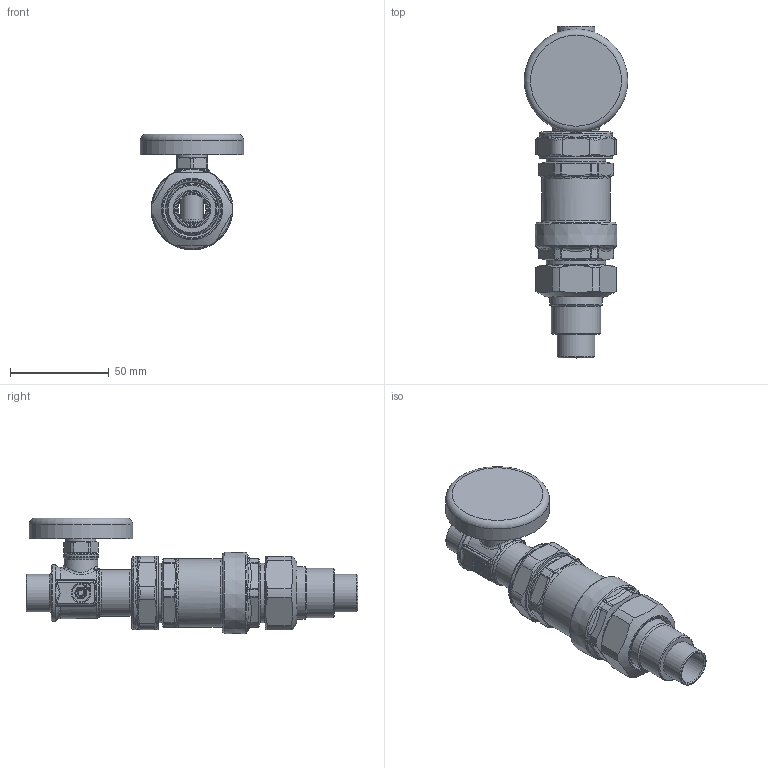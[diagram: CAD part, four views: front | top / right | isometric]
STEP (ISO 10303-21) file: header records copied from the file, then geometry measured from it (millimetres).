
FILE_DESCRIPTION(/* description */ (''),/* implementation_level */ '2;1');
FILE_NAME(/* name */ '127148AFC_Simplify_2.stp',/* time_stamp */ '2025-07-25T11:45:11-05:00',/* author */ ('ischreiner'),/* organization */ (''),/* preprocessor_version */ 'ST-DEVELOPER v20',/* originating_system */ 'Autodesk Inventor 2025',/* authorisation */ '');
FILE_SCHEMA (('AUTOMOTIVE_DESIGN { 1 0 10303 214 3 1 1 }'));
Length unit declared in the file: inch
Products named in the file (1): 127148AFC_Simplify_2
Bounding box: 52.32 x 167.7 x 58.6 mm (x, y, z)
Volume: 84157.4 mm3; surface area: 50101.5 mm2
Topology: 7 solids, 7 shells, 744 faces, 1699 edges, 947 vertices
Faces by surface type: cylinder 220, bspline 172, plane 128, cone 102, torus 84, sphere 38
Full cylindrical faces by diameter (mm): 9.017 x1, 10.008 x1, 11.176 x1, 11.227 x1, 11.43 x1, 11.5 x1, 12.954 x1, 13.5 x1, 13.6 x1, 14 x1, 15 x1, 15.24 x1, 15.875 x1, 16 x2, 17 x1, 18 x1, 19 x3, 20.1 x2, 20.6 x2, 21 x2, 22 x1, 23.5 x1, 24 x1, 24.1 x2, 25 x3, 26.5 x1, 26.924 x1, 27.7 x1, 28.3 x2, 28.5 x2
Entity records: 31585 total; most frequent: CARTESIAN_POINT 15147, ORIENTED_EDGE 3290, DIRECTION 3221, EDGE_CURVE 1645, AXIS2_PLACEMENT_3D 1389, VERTEX_POINT 947, EDGE_LOOP 788, STYLED_ITEM 751
